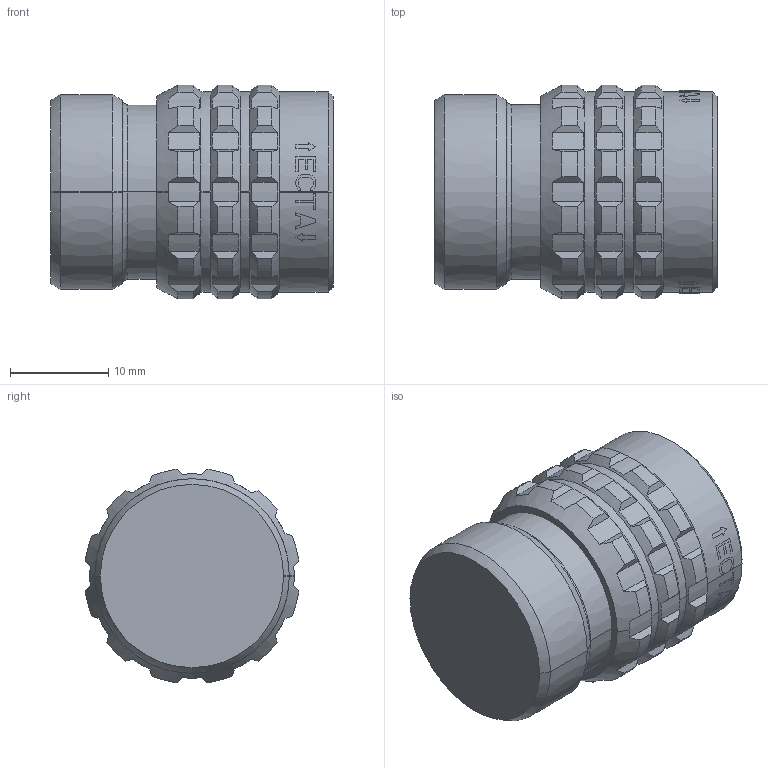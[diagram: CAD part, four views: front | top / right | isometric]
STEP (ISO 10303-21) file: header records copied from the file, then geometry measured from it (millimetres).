
FILE_DESCRIPTION((''),'2;1');
FILE_NAME('1330M100_ASM_SW0002','2013-05-22T',('fabiensiebert'),('NET'),'PRO/ENGINEER BY PARAMETRIC TECHNOLOGY CORPORATION, 2010280','PRO/ENGINEER BY PARAMETRIC TECHNOLOGY CORPORATION, 2010280','');
FILE_SCHEMA(('AUTOMOTIVE_DESIGN_CC2 { 1 2 10303 214 -1 1 5 2 }'));
Length unit declared in the file: millimetre
Products named in the file (1): 1330M100_ASM_SW0002
Bounding box: 28.8 x 21.79 x 21.79 mm (x, y, z)
Surface area: 3159.4 mm2 (no closed solid volume)
Topology: 0 solids, 0 shells, 190 faces, 1168 edges, 1168 vertices
Faces by surface type: bspline 188, torus 2
Entity records: 22146 total; most frequent: CARTESIAN_POINT 9560, DIRECTION 1480, TRIMMED_CURVE 1236, DEFINITIONAL_REPRESENTATION 1168, PCURVE 1168, COMPOSITE_CURVE_SEGMENT 1168, VECTOR 996, LINE 996
